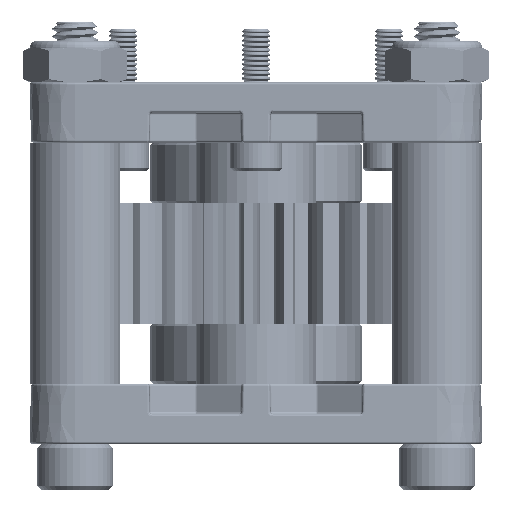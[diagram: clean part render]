
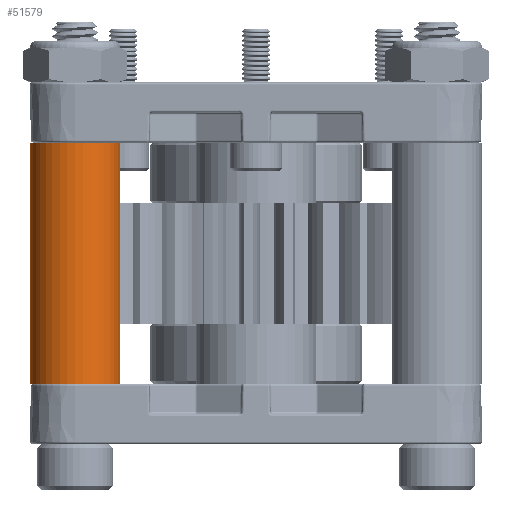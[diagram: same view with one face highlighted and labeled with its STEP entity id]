
A CAD part, left-side view. The second image highlights one B-rep face of the part: STEP entity #51579.
In plain terms, the highlighted cylindrical face has radius 4.763 mm (diameter 9.525 mm), a partial arc.
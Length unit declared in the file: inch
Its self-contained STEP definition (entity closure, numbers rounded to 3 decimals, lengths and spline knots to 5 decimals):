
#3 = VECTOR ( 'NONE', #43432, 39.37008 ) ;
#1148 = DIRECTION ( 'NONE',  ( 0., 1., 0. ) ) ;
#1477 = EDGE_LOOP ( 'NONE', ( #31833, #63389, #37992, #38314 ) ) ;
#2538 = CARTESIAN_POINT ( 'NONE',  ( 0., 1., -0.1875 ) ) ;
#7280 = LINE ( 'NONE', #2538, #3 ) ;
#8515 = CARTESIAN_POINT ( 'NONE',  ( 0., 1., 0.1875 ) ) ;
#9130 = DIRECTION ( 'NONE',  ( 0., -1., 0. ) ) ;
#18390 = EDGE_CURVE ( 'NONE', #60794, #33940, #7280, .T. ) ;
#20522 = VECTOR ( 'NONE', #63809, 39.37008 ) ;
#21461 = CARTESIAN_POINT ( 'NONE',  ( 0., 1., 0. ) ) ;
#21493 = CIRCLE ( 'NONE', #41969, 0.1875 ) ;
#21534 = CIRCLE ( 'NONE', #56096, 0.1875 ) ;
#24853 = VERTEX_POINT ( 'NONE', #8515 ) ;
#28457 = CARTESIAN_POINT ( 'NONE',  ( 0., 1., 0. ) ) ;
#28985 = LINE ( 'NONE', #33048, #20522 ) ;
#31833 = ORIENTED_EDGE ( 'NONE', *, *, #59010, .F. ) ;
#33048 = CARTESIAN_POINT ( 'NONE',  ( 0., 1., 0.1875 ) ) ;
#33413 = CARTESIAN_POINT ( 'NONE',  ( 0., 1., -0.1875 ) ) ;
#33940 = VERTEX_POINT ( 'NONE', #40866 ) ;
#34086 = VERTEX_POINT ( 'NONE', #38470 ) ;
#36328 = DIRECTION ( 'NONE',  ( 0., 0., 1. ) ) ;
#37992 = ORIENTED_EDGE ( 'NONE', *, *, #18390, .T. ) ;
#38314 = ORIENTED_EDGE ( 'NONE', *, *, #47341, .T. ) ;
#38470 = CARTESIAN_POINT ( 'NONE',  ( 0., 0., 0.1875 ) ) ;
#40216 = DIRECTION ( 'NONE',  ( 0., 0., -1. ) ) ;
#40866 = CARTESIAN_POINT ( 'NONE',  ( 0., 0., -0.1875 ) ) ;
#40883 = DIRECTION ( 'NONE',  ( 0., 1., 0. ) ) ;
#41969 = AXIS2_PLACEMENT_3D ( 'NONE', #50683, #40883, #45287 ) ;
#43432 = DIRECTION ( 'NONE',  ( 0., -1., 0. ) ) ;
#44305 = CYLINDRICAL_SURFACE ( 'NONE', #57542, 0.1875 ) ;
#45287 = DIRECTION ( 'NONE',  ( 0., 0., 1. ) ) ;
#47341 = EDGE_CURVE ( 'NONE', #33940, #34086, #21493, .T. ) ;
#50683 = CARTESIAN_POINT ( 'NONE',  ( 0., 0., 0. ) ) ;
#51579 = ADVANCED_FACE ( 'NONE', ( #65639 ), #44305, .T. ) ;
#56096 = AXIS2_PLACEMENT_3D ( 'NONE', #21461, #1148, #36328 ) ;
#57542 = AXIS2_PLACEMENT_3D ( 'NONE', #28457, #9130, #40216 ) ;
#58023 = EDGE_CURVE ( 'NONE', #60794, #24853, #21534, .T. ) ;
#59010 = EDGE_CURVE ( 'NONE', #24853, #34086, #28985, .T. ) ;
#60794 = VERTEX_POINT ( 'NONE', #33413 ) ;
#63389 = ORIENTED_EDGE ( 'NONE', *, *, #58023, .F. ) ;
#63809 = DIRECTION ( 'NONE',  ( 0., -1., 0. ) ) ;
#65639 = FACE_OUTER_BOUND ( 'NONE', #1477, .T. ) ;
